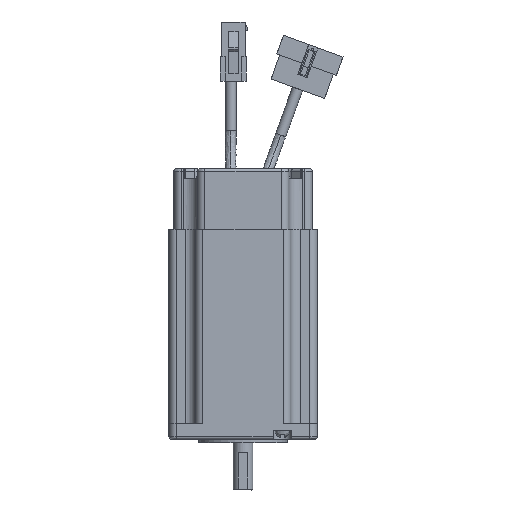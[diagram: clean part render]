
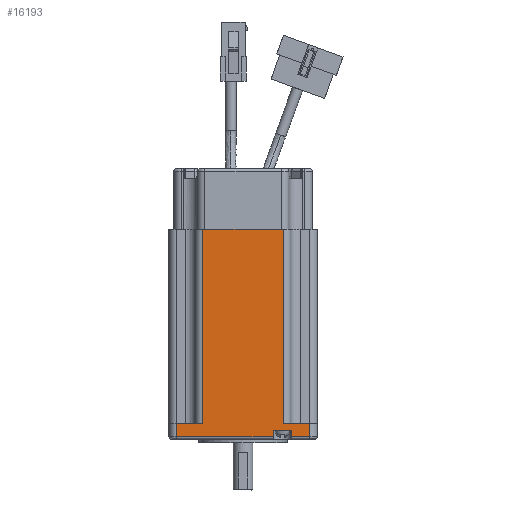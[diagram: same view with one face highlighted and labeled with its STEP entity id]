
A CAD part, front view. The second image highlights one B-rep face of the part: STEP entity #16193.
In plain terms, the highlighted face is planar.
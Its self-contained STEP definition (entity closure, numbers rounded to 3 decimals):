
#1716 = EDGE_LOOP ( 'NONE', ( #13587, #13585, #13749, #13640, #13591, #13748, #13584, #13510, #13597, #14368, #13698, #13695 ) ) ;
#7745 = LINE ( 'NONE', #23515, #7748 ) ;
#7747 = LINE ( 'NONE', #23517, #7750 ) ;
#7748 = VECTOR ( 'NONE', #23516, 1000. ) ;
#7749 = LINE ( 'NONE', #23519, #7752 ) ;
#7750 = VECTOR ( 'NONE', #23518, 1000. ) ;
#7751 = LINE ( 'NONE', #23521, #7754 ) ;
#7752 = VECTOR ( 'NONE', #23520, 1000. ) ;
#7753 = LINE ( 'NONE', #23523, #7756 ) ;
#7754 = VECTOR ( 'NONE', #23522, 1000. ) ;
#7755 = LINE ( 'NONE', #23525, #7758 ) ;
#7756 = VECTOR ( 'NONE', #23524, 1000. ) ;
#7757 = LINE ( 'NONE', #23527, #7760 ) ;
#7758 = VECTOR ( 'NONE', #23526, 1000. ) ;
#7759 = LINE ( 'NONE', #23529, #7762 ) ;
#7760 = VECTOR ( 'NONE', #23528, 1000. ) ;
#7761 = LINE ( 'NONE', #23531, #7764 ) ;
#7762 = VECTOR ( 'NONE', #23530, 1000. ) ;
#7764 = VECTOR ( 'NONE', #23532, 1000. ) ;
#7767 = LINE ( 'NONE', #23534, #7769 ) ;
#7769 = VECTOR ( 'NONE', #23489, 1000. ) ;
#8398 = FACE_OUTER_BOUND ( 'NONE', #1716, .T. ) ;
#8554 = VECTOR ( 'NONE', #23209, 1000. ) ;
#8597 = VECTOR ( 'NONE', #23250, 1000. ) ;
#8601 = LINE ( 'NONE', #23254, #8597 ) ;
#8604 = LINE ( 'NONE', #23213, #8554 ) ;
#13510 = ORIENTED_EDGE ( 'NONE', *, *, #15316, .T. ) ;
#13584 = ORIENTED_EDGE ( 'NONE', *, *, #15313, .T. ) ;
#13585 = ORIENTED_EDGE ( 'NONE', *, *, #15311, .T. ) ;
#13587 = ORIENTED_EDGE ( 'NONE', *, *, #15204, .T. ) ;
#13591 = ORIENTED_EDGE ( 'NONE', *, *, #15315, .F. ) ;
#13597 = ORIENTED_EDGE ( 'NONE', *, *, #15317, .T. ) ;
#13640 = ORIENTED_EDGE ( 'NONE', *, *, #15314, .F. ) ;
#13695 = ORIENTED_EDGE ( 'NONE', *, *, #15322, .T. ) ;
#13698 = ORIENTED_EDGE ( 'NONE', *, *, #15319, .T. ) ;
#13748 = ORIENTED_EDGE ( 'NONE', *, *, #15312, .T. ) ;
#13749 = ORIENTED_EDGE ( 'NONE', *, *, #15218, .T. ) ;
#14368 = ORIENTED_EDGE ( 'NONE', *, *, #15318, .T. ) ;
#15204 = EDGE_CURVE ( 'NONE', #17317, #17318, #8604, .T. ) ;
#15218 = EDGE_CURVE ( 'NONE', #17311, #17305, #8601, .T. ) ;
#15311 = EDGE_CURVE ( 'NONE', #17318, #17311, #7745, .T. ) ;
#15312 = EDGE_CURVE ( 'NONE', #17225, #17219, #7747, .T. ) ;
#15313 = EDGE_CURVE ( 'NONE', #17219, #17217, #7749, .T. ) ;
#15314 = EDGE_CURVE ( 'NONE', #17246, #17305, #7751, .T. ) ;
#15315 = EDGE_CURVE ( 'NONE', #17225, #17246, #7753, .T. ) ;
#15316 = EDGE_CURVE ( 'NONE', #17217, #17211, #7755, .T. ) ;
#15317 = EDGE_CURVE ( 'NONE', #17211, #17209, #7757, .T. ) ;
#15318 = EDGE_CURVE ( 'NONE', #17209, #17207, #7759, .T. ) ;
#15319 = EDGE_CURVE ( 'NONE', #17207, #17205, #7761, .T. ) ;
#15322 = EDGE_CURVE ( 'NONE', #17205, #17317, #7767, .T. ) ;
#16158 = AXIS2_PLACEMENT_3D ( 'NONE', #26735, #26741, #26742 ) ;
#16193 = ADVANCED_FACE ( 'NONE', ( #8398 ), #26739, .T. ) ;
#17205 = VERTEX_POINT ( 'NONE', #29124 ) ;
#17207 = VERTEX_POINT ( 'NONE', #29126 ) ;
#17209 = VERTEX_POINT ( 'NONE', #29128 ) ;
#17211 = VERTEX_POINT ( 'NONE', #29130 ) ;
#17217 = VERTEX_POINT ( 'NONE', #29136 ) ;
#17219 = VERTEX_POINT ( 'NONE', #29138 ) ;
#17225 = VERTEX_POINT ( 'NONE', #29144 ) ;
#17246 = VERTEX_POINT ( 'NONE', #29165 ) ;
#17305 = VERTEX_POINT ( 'NONE', #29196 ) ;
#17311 = VERTEX_POINT ( 'NONE', #29198 ) ;
#17317 = VERTEX_POINT ( 'NONE', #29200 ) ;
#17318 = VERTEX_POINT ( 'NONE', #29202 ) ;
#23209 = DIRECTION ( 'NONE',  ( 0., 0., 1. ) ) ;
#23213 = CARTESIAN_POINT ( 'NONE',  ( 45.876, 215.692, -212. ) ) ;
#23250 = DIRECTION ( 'NONE',  ( 0., 0., -1. ) ) ;
#23254 = CARTESIAN_POINT ( 'NONE',  ( 78.476, 215.692, -212. ) ) ;
#23489 = DIRECTION ( 'NONE',  ( 1., 0., 0. ) ) ;
#23515 = CARTESIAN_POINT ( 'NONE',  ( 92.176, 215.692, -127. ) ) ;
#23516 = DIRECTION ( 'NONE',  ( 1., 0., 0. ) ) ;
#23517 = CARTESIAN_POINT ( 'NONE',  ( 92.176, 215.692, -211. ) ) ;
#23518 = DIRECTION ( 'NONE',  ( -1., 0., 0. ) ) ;
#23519 = CARTESIAN_POINT ( 'NONE',  ( 49.976, 215.692, -212. ) ) ;
#23520 = DIRECTION ( 'NONE',  ( 0., 0., 1. ) ) ;
#23521 = CARTESIAN_POINT ( 'NONE',  ( 77.998, 215.692, -205.7 ) ) ;
#23522 = DIRECTION ( 'NONE',  ( -1., 0., 0. ) ) ;
#23523 = CARTESIAN_POINT ( 'NONE',  ( 89.176, 215.692, -212. ) ) ;
#23524 = DIRECTION ( 'NONE',  ( 0., 0., 1. ) ) ;
#23525 = CARTESIAN_POINT ( 'NONE',  ( 92.176, 215.692, -208.5 ) ) ;
#23526 = DIRECTION ( 'NONE',  ( -1., 0., 0. ) ) ;
#23527 = CARTESIAN_POINT ( 'NONE',  ( 42.576, 215.692, -212. ) ) ;
#23528 = DIRECTION ( 'NONE',  ( 0., 0., -1. ) ) ;
#23529 = CARTESIAN_POINT ( 'NONE',  ( 92.176, 215.692, -211. ) ) ;
#23530 = DIRECTION ( 'NONE',  ( -1., 0., 0. ) ) ;
#23531 = CARTESIAN_POINT ( 'NONE',  ( 35.176, 215.692, -212. ) ) ;
#23532 = DIRECTION ( 'NONE',  ( 0., 0., 1. ) ) ;
#23534 = CARTESIAN_POINT ( 'NONE',  ( 92.176, 215.692, -205.7 ) ) ;
#26735 = CARTESIAN_POINT ( 'NONE',  ( 92.176, 215.692, -212. ) ) ;
#26739 = PLANE ( 'NONE',  #16158 ) ;
#26741 = DIRECTION ( 'NONE',  ( 0., 1., 0. ) ) ;
#26742 = DIRECTION ( 'NONE',  ( 0., 0., 1. ) ) ;
#29124 = CARTESIAN_POINT ( 'NONE',  ( 35.176, 215.692, -205.7 ) ) ;
#29126 = CARTESIAN_POINT ( 'NONE',  ( 35.176, 215.692, -211. ) ) ;
#29128 = CARTESIAN_POINT ( 'NONE',  ( 42.576, 215.692, -211. ) ) ;
#29130 = CARTESIAN_POINT ( 'NONE',  ( 42.576, 215.692, -208.5 ) ) ;
#29136 = CARTESIAN_POINT ( 'NONE',  ( 49.976, 215.692, -208.5 ) ) ;
#29138 = CARTESIAN_POINT ( 'NONE',  ( 49.976, 215.692, -211. ) ) ;
#29144 = CARTESIAN_POINT ( 'NONE',  ( 89.176, 215.692, -211. ) ) ;
#29165 = CARTESIAN_POINT ( 'NONE',  ( 89.176, 215.692, -205.7 ) ) ;
#29196 = CARTESIAN_POINT ( 'NONE',  ( 78.476, 215.692, -205.7 ) ) ;
#29198 = CARTESIAN_POINT ( 'NONE',  ( 78.476, 215.692, -127. ) ) ;
#29200 = CARTESIAN_POINT ( 'NONE',  ( 45.876, 215.692, -205.7 ) ) ;
#29202 = CARTESIAN_POINT ( 'NONE',  ( 45.876, 215.692, -127. ) ) ;
